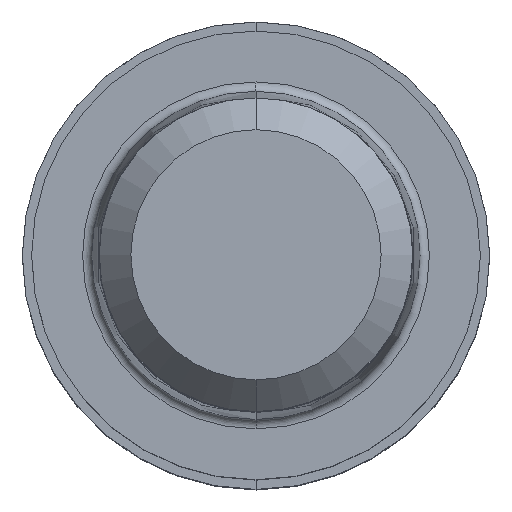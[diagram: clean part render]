
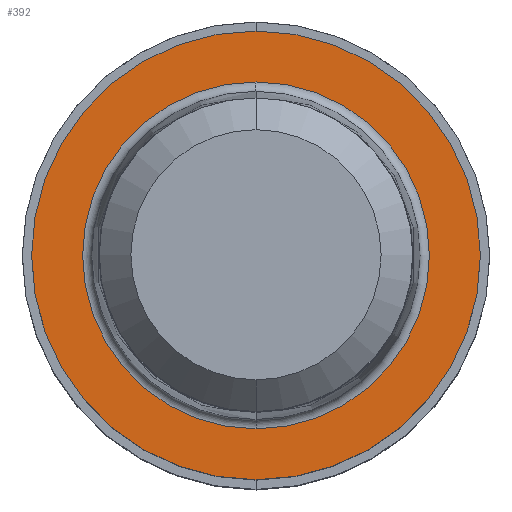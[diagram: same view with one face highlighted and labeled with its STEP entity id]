
A CAD part, top view. The second image highlights one B-rep face of the part: STEP entity #392.
In plain terms, the highlighted planar face has unit normal (0, 0, 1).
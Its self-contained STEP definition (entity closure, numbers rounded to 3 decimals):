
#228=VERTEX_POINT('',#526);
#264=EDGE_CURVE('',#312,#228,#570,.T.);
#278=EDGE_CURVE('',#228,#312,#584,.T.);
#304=EDGE_CURVE('',#400,#332,#612,.T.);
#312=VERTEX_POINT('',#621);
#332=VERTEX_POINT('',#642);
#360=EDGE_CURVE('',#332,#400,#674,.T.);
#392=ADVANCED_FACE('',(#710,#711),#712,.T.);
#400=VERTEX_POINT('',#722);
#526=CARTESIAN_POINT('',(0.,-12.0,0.01));
#570=CIRCLE('',#914,12.0);
#584=CIRCLE('',#936,12.0);
#612=CIRCLE('',#973,9.275);
#621=CARTESIAN_POINT('',(0.0,12.0,0.01));
#642=CARTESIAN_POINT('',(0.,-9.275,0.01));
#674=CIRCLE('',#1057,9.275);
#710=FACE_OUTER_BOUND('',#1100,.T.);
#711=FACE_BOUND('',#1101,.T.);
#712=PLANE('',#1102);
#722=CARTESIAN_POINT('',(0.0,9.275,0.01));
#914=AXIS2_PLACEMENT_3D('',#1316,#1317,#1318);
#936=AXIS2_PLACEMENT_3D('',#1329,#1330,#1331);
#973=AXIS2_PLACEMENT_3D('',#1361,#1362,#1363);
#1057=AXIS2_PLACEMENT_3D('',#1445,#1446,#1447);
#1100=EDGE_LOOP('',(#1488,#1489));
#1101=EDGE_LOOP('',(#1490,#1491));
#1102=AXIS2_PLACEMENT_3D('',#1492,#1493,#1494);
#1316=CARTESIAN_POINT('',(0.0,0.0,0.01));
#1317=DIRECTION('',(0.0,0.0,-1.0));
#1318=DIRECTION('',(0.0,1.0,0.0));
#1329=CARTESIAN_POINT('',(0.0,0.0,0.01));
#1330=DIRECTION('',(0.0,0.0,-1.0));
#1331=DIRECTION('',(0.0,1.0,0.0));
#1361=CARTESIAN_POINT('',(0.0,0.0,0.01));
#1362=DIRECTION('',(0.0,0.0,-1.0));
#1363=DIRECTION('',(0.0,1.0,0.0));
#1445=CARTESIAN_POINT('',(0.0,0.0,0.01));
#1446=DIRECTION('',(0.0,0.0,-1.0));
#1447=DIRECTION('',(0.0,1.0,0.0));
#1488=ORIENTED_EDGE('',*,*,#264,.F.);
#1489=ORIENTED_EDGE('',*,*,#278,.F.);
#1490=ORIENTED_EDGE('',*,*,#304,.T.);
#1491=ORIENTED_EDGE('',*,*,#360,.T.);
#1492=CARTESIAN_POINT('',(0.0,6.0,0.01));
#1493=DIRECTION('',(-0.0,0.0,1.0));
#1494=DIRECTION('',(0.0,-1.0,0.0));
